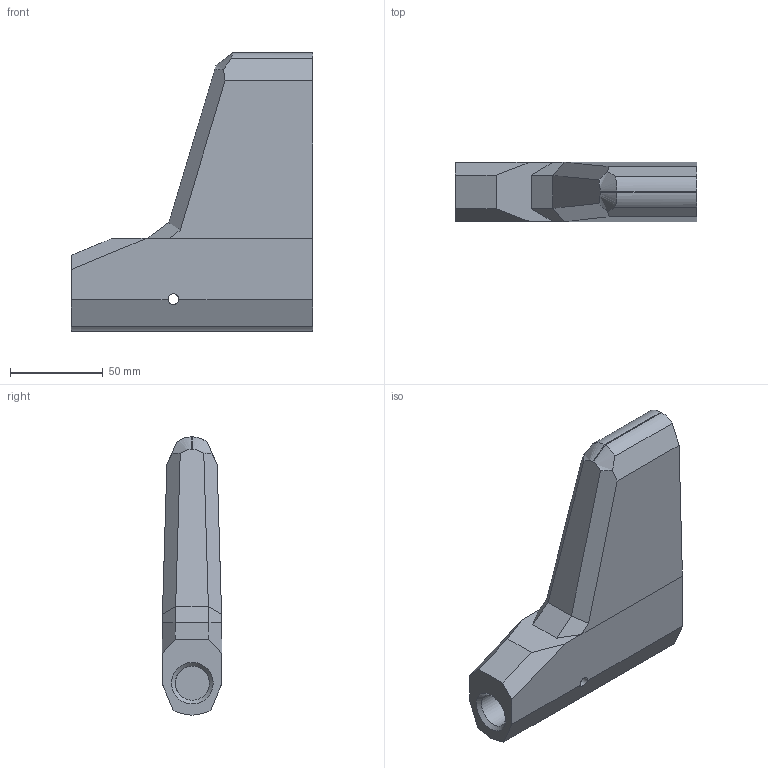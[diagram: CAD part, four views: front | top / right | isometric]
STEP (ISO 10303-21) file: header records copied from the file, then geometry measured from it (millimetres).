
FILE_DESCRIPTION(('HOOPS Exchange Step'),'2;1');
FILE_NAME('temp_export','2023-06-25T17:30:45-04:00',('gmoua'),('Shapr3D Limited'),'HOOPS Exchange 2022.2','Shapr3D','Authorized');
FILE_SCHEMA( ('AUTOMOTIVE_DESIGN { 1 0 10303 214 1 1 1 1 }') );
Length unit declared in the file: millimetre
Products named in the file (1): Tamron 300mm Jericho Buttstock
Bounding box: 130 x 32.15 x 149.93 mm (x, y, z)
Volume: 334596 mm3; surface area: 44989.2 mm2
Topology: 1 solids, 1 shells, 35 faces, 101 edges, 67 vertices
Faces by surface type: plane 25, cylinder 7, bspline 2, cone 1
Full cylindrical faces by diameter (mm): 5.842 x2, 18.415 x1
Entity records: 1582 total; most frequent: CARTESIAN_POINT 631, ORIENTED_EDGE 202, DIRECTION 172, EDGE_CURVE 101, VECTOR 72, LINE 72, VERTEX_POINT 67, AXIS2_PLACEMENT_3D 50
